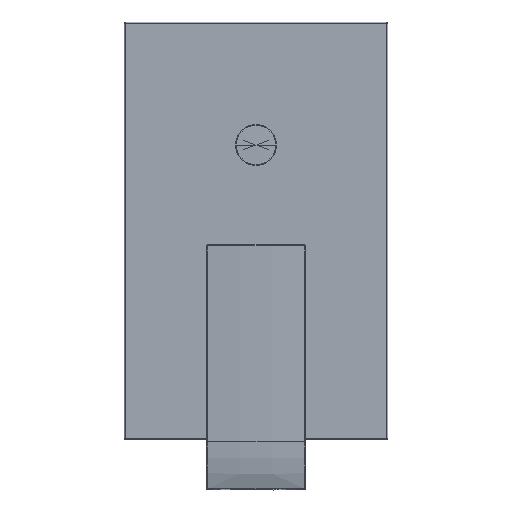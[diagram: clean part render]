
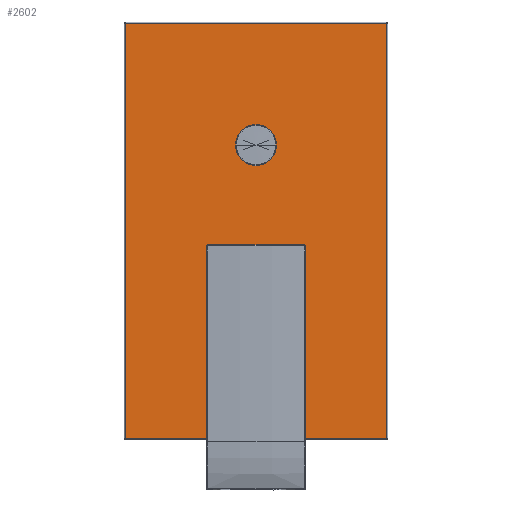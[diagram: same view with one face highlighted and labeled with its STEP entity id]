
A CAD part, top view. The second image highlights one B-rep face of the part: STEP entity #2602.
In plain terms, the highlighted planar face has unit normal (0, 0, 1).
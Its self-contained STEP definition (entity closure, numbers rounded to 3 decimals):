
#31=CARTESIAN_POINT('',(0.,0.,57.7));
#32=DIRECTION('',(0.,0.,-1.));
#33=DIRECTION('',(-1.,0.,0.));
#34=AXIS2_PLACEMENT_3D('',#31,#32,#33);
#41=DIRECTION('',(-1.,0.,0.));
#42=VECTOR('',#41,119.);
#43=CARTESIAN_POINT('',(59.5,123.5,57.7));
#44=LINE('',#43,#42);
#45=DIRECTION('',(0.,1.,0.));
#46=VECTOR('',#45,189.);
#47=CARTESIAN_POINT('',(59.5,-65.5,57.7));
#48=LINE('',#47,#46);
#49=DIRECTION('',(1.,0.,0.));
#50=VECTOR('',#49,119.);
#51=CARTESIAN_POINT('',(-59.5,-65.5,57.7));
#52=LINE('',#51,#50);
#53=DIRECTION('',(0.,-1.,0.));
#54=VECTOR('',#53,189.);
#55=CARTESIAN_POINT('',(-59.5,123.5,57.7));
#56=LINE('',#55,#54);
#201=CARTESIAN_POINT('',(0.,68.,57.7));
#202=DIRECTION('',(0.,0.,-1.));
#203=DIRECTION('',(-1.,0.,0.));
#204=AXIS2_PLACEMENT_3D('',#201,#202,#203);
#206=CARTESIAN_POINT('',(0.,68.,57.7));
#207=DIRECTION('',(0.,0.,-1.));
#208=DIRECTION('',(1.,0.,0.));
#209=AXIS2_PLACEMENT_3D('',#206,#207,#208);
#333=CARTESIAN_POINT('',(0.,0.,57.7));
#334=DIRECTION('',(0.,0.,-1.));
#335=DIRECTION('',(1.,0.,0.));
#336=AXIS2_PLACEMENT_3D('',#333,#334,#335);
#2503=CARTESIAN_POINT('',(59.5,123.5,57.7));
#2504=CARTESIAN_POINT('',(-59.5,123.5,57.7));
#2505=VERTEX_POINT('',#2503);
#2506=VERTEX_POINT('',#2504);
#2511=CARTESIAN_POINT('',(-59.5,-65.5,57.7));
#2512=VERTEX_POINT('',#2511);
#2517=CARTESIAN_POINT('',(59.5,-65.5,57.7));
#2518=VERTEX_POINT('',#2517);
#2545=CARTESIAN_POINT('',(-22.4,0.,57.7));
#2546=CARTESIAN_POINT('',(22.4,0.,57.7));
#2547=VERTEX_POINT('',#2545);
#2548=VERTEX_POINT('',#2546);
#2549=CARTESIAN_POINT('',(-9.35,68.,57.7));
#2550=CARTESIAN_POINT('',(9.35,68.,57.7));
#2551=VERTEX_POINT('',#2549);
#2552=VERTEX_POINT('',#2550);
#2576=CARTESIAN_POINT('',(0.,29.,57.7));
#2577=DIRECTION('',(0.,0.,1.));
#2578=DIRECTION('',(1.,0.,0.));
#2579=AXIS2_PLACEMENT_3D('',#2576,#2577,#2578);
#2580=PLANE('',#2579);
#2582=ORIENTED_EDGE('',*,*,#2581,.F.);
#2584=ORIENTED_EDGE('',*,*,#2583,.F.);
#2586=ORIENTED_EDGE('',*,*,#2585,.F.);
#2588=ORIENTED_EDGE('',*,*,#2587,.F.);
#2589=EDGE_LOOP('',(#2582,#2584,#2586,#2588));
#2590=FACE_OUTER_BOUND('',#2589,.F.);
#2592=ORIENTED_EDGE('',*,*,#2591,.F.);
#2594=ORIENTED_EDGE('',*,*,#2593,.F.);
#2595=EDGE_LOOP('',(#2592,#2594));
#2596=FACE_BOUND('',#2595,.F.);
#2597=ORIENTED_EDGE('',*,*,#2558,.F.);
#2599=ORIENTED_EDGE('',*,*,#2598,.F.);
#2600=EDGE_LOOP('',(#2597,#2599));
#2601=FACE_BOUND('',#2600,.F.);
#2602=ADVANCED_FACE('',(#2590,#2596,#2601),#2580,.T.);
#35=CIRCLE('',#34,22.4);
#205=CIRCLE('',#204,9.35);
#210=CIRCLE('',#209,9.35);
#337=CIRCLE('',#336,22.4);
#2558=EDGE_CURVE('',#2547,#2548,#35,.T.);
#2581=EDGE_CURVE('',#2505,#2506,#44,.T.);
#2583=EDGE_CURVE('',#2518,#2505,#48,.T.);
#2585=EDGE_CURVE('',#2512,#2518,#52,.T.);
#2587=EDGE_CURVE('',#2506,#2512,#56,.T.);
#2591=EDGE_CURVE('',#2551,#2552,#205,.T.);
#2593=EDGE_CURVE('',#2552,#2551,#210,.T.);
#2598=EDGE_CURVE('',#2548,#2547,#337,.T.);
